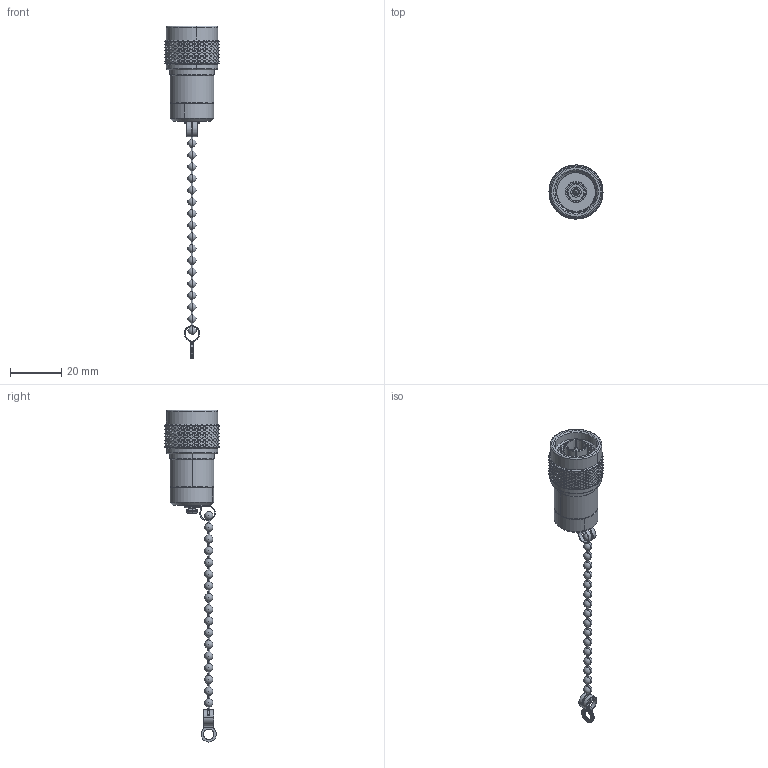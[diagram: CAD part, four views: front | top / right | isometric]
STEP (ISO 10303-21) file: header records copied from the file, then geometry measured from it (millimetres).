
FILE_DESCRIPTION (( 'STEP AP214' ), '1' );
FILE_NAME ('25-862-B3.STEP', '2025-02-27T20:35:36', ( '' ), ( '' ), 'SwSTEP 2.0', 'SolidWorks 2024', '' );
FILE_SCHEMA (( 'AUTOMOTIVE_DESIGN' ));
Length unit declared in the file: millimetre
Products named in the file (1): 25-862-B3
Bounding box: 21 x 21 x 129.08 mm (x, y, z)
Surface area: 5389.9 mm2 (no closed solid volume)
Topology: 0 solids, 13 shells, 2373 faces, 5398 edges, 2938 vertices
Faces by surface type: bspline 1645, cylinder 604, plane 40, sphere 40, cone 36, torus 8
Entity records: 116281 total; most frequent: CARTESIAN_POINT 83619, ORIENTED_EDGE 10234, EDGE_CURVE 5308, VERTEX_POINT 2884, DIRECTION 2860, EDGE_LOOP 2381, ADVANCED_FACE 2373, FACE_OUTER_BOUND 2373
